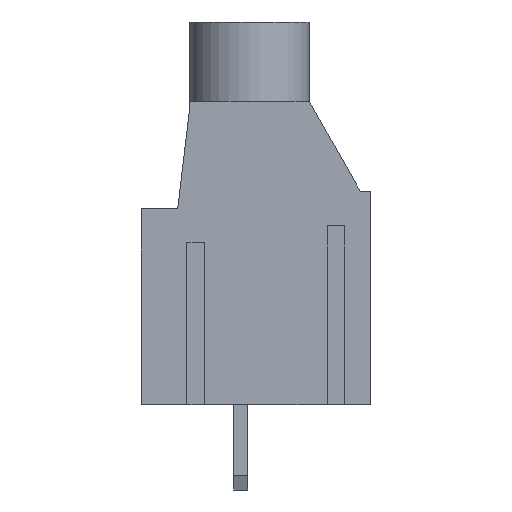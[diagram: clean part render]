
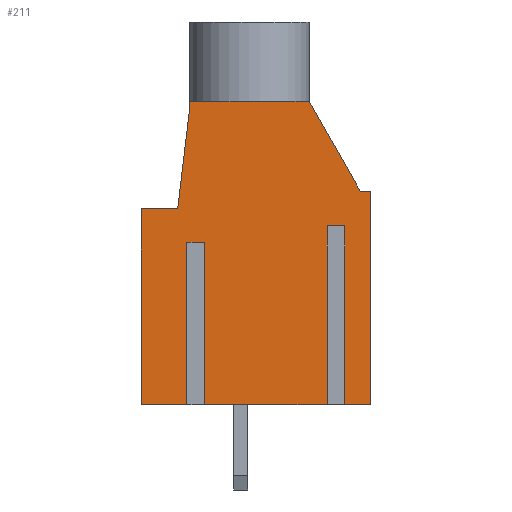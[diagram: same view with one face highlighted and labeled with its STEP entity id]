
A CAD part, left-side view. The second image highlights one B-rep face of the part: STEP entity #211.
In plain terms, the highlighted planar face has unit normal (-1, 0, 0).
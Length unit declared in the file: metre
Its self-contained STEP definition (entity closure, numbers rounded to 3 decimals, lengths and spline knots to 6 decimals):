
#211=ADVANCED_FACE('2:95882',(#374),#375,.F.);
#374=FACE_OUTER_BOUND('',#622,.T.);
#375=PLANE('',#623);
#622=EDGE_LOOP('',(#1072,#1073,#1074,#1075,#1076,#1077,#1078,#1079,#1080,#1081,#1082,#1083,#1084,#1085,#1086,#1087,#1088,#1089));
#623=AXIS2_PLACEMENT_3D('',#1090,#1091,#1092);
#1072=ORIENTED_EDGE('',*,*,#1801,.T.);
#1073=ORIENTED_EDGE('',*,*,#1803,.T.);
#1074=ORIENTED_EDGE('',*,*,#1796,.T.);
#1075=ORIENTED_EDGE('',*,*,#1804,.F.);
#1076=ORIENTED_EDGE('',*,*,#1805,.T.);
#1077=ORIENTED_EDGE('',*,*,#1806,.T.);
#1078=ORIENTED_EDGE('',*,*,#1807,.T.);
#1079=ORIENTED_EDGE('',*,*,#1808,.F.);
#1080=ORIENTED_EDGE('',*,*,#1809,.F.);
#1081=ORIENTED_EDGE('',*,*,#1810,.F.);
#1082=ORIENTED_EDGE('',*,*,#1811,.F.);
#1083=ORIENTED_EDGE('',*,*,#1812,.F.);
#1084=ORIENTED_EDGE('',*,*,#1813,.F.);
#1085=ORIENTED_EDGE('',*,*,#1814,.F.);
#1086=ORIENTED_EDGE('',*,*,#1815,.T.);
#1087=ORIENTED_EDGE('',*,*,#1816,.T.);
#1088=ORIENTED_EDGE('',*,*,#1817,.T.);
#1089=ORIENTED_EDGE('',*,*,#1818,.F.);
#1090=CARTESIAN_POINT('',(-0.009235,-0.04045,0.014));
#1091=DIRECTION('',(1.0,0.,0.));
#1092=DIRECTION('',(0.,1.0,0.));
#1796=EDGE_CURVE('2:96131',#2147,#2152,#2154,.T.);
#1801=EDGE_CURVE('2:96146',#2162,#2160,#2163,.T.);
#1803=EDGE_CURVE('2:96152',#2160,#2147,#2165,.T.);
#1804=EDGE_CURVE('2:96155',#2166,#2152,#2167,.T.);
#1805=EDGE_CURVE('2:96158',#2166,#2168,#2169,.F.);
#1806=EDGE_CURVE('2:96161',#2168,#2170,#2171,.F.);
#1807=EDGE_CURVE('2:96164',#2170,#2172,#2173,.F.);
#1808=EDGE_CURVE('2:96167',#2174,#2172,#2175,.T.);
#1809=EDGE_CURVE('2:96170',#2176,#2174,#2177,.F.);
#1810=EDGE_CURVE('2:96173',#2178,#2176,#2179,.F.);
#1811=EDGE_CURVE('2:96176',#2180,#2178,#2181,.T.);
#1812=EDGE_CURVE('2:96179',#2182,#2180,#2183,.T.);
#1813=EDGE_CURVE('2:96182',#2184,#2182,#2185,.T.);
#1814=EDGE_CURVE('2:96185',#2186,#2184,#2187,.T.);
#1815=EDGE_CURVE('2:96188',#2186,#2188,#2189,.T.);
#1816=EDGE_CURVE('2:96191',#2188,#2190,#2191,.T.);
#1817=EDGE_CURVE('2:96194',#2190,#2192,#2193,.T.);
#1818=EDGE_CURVE('2:96197',#2162,#2192,#2194,.T.);
#2147=VERTEX_POINT('',#2670);
#2152=VERTEX_POINT('',#2677);
#2154=LINE('',#2680,#2681);
#2160=VERTEX_POINT('',#2690);
#2162=VERTEX_POINT('',#2693);
#2163=LINE('',#2694,#2695);
#2165=LINE('',#2698,#2699);
#2166=VERTEX_POINT('',#2700);
#2167=LINE('',#2701,#2702);
#2168=VERTEX_POINT('',#2703);
#2169=LINE('',#2704,#2705);
#2170=VERTEX_POINT('',#2706);
#2171=LINE('',#2707,#2708);
#2172=VERTEX_POINT('',#2709);
#2173=LINE('',#2710,#2711);
#2174=VERTEX_POINT('',#2712);
#2175=LINE('',#2713,#2714);
#2176=VERTEX_POINT('',#2715);
#2177=LINE('',#2716,#2717);
#2178=VERTEX_POINT('',#2718);
#2179=LINE('',#2719,#2720);
#2180=VERTEX_POINT('',#2721);
#2181=LINE('',#2722,#2723);
#2182=VERTEX_POINT('',#2724);
#2183=LINE('',#2725,#2726);
#2184=VERTEX_POINT('',#2727);
#2185=LINE('',#2728,#2729);
#2186=VERTEX_POINT('',#2730);
#2187=LINE('',#2731,#2732);
#2188=VERTEX_POINT('',#2733);
#2189=LINE('',#2734,#2735);
#2190=VERTEX_POINT('',#2736);
#2191=LINE('',#2737,#2738);
#2192=VERTEX_POINT('',#2739);
#2193=LINE('',#2740,#2741);
#2194=LINE('',#2742,#2743);
#2670=CARTESIAN_POINT('',(-0.009235,-0.005515,0.01004));
#2677=CARTESIAN_POINT('',(-0.009235,-0.005515,0.));
#2680=CARTESIAN_POINT('',(-0.009235,-0.005515,0.007));
#2681=VECTOR('',#3254,1.0);
#2690=CARTESIAN_POINT('',(-0.009235,-0.005185,0.01004));
#2693=CARTESIAN_POINT('',(-0.009235,-0.005185,0.));
#2694=CARTESIAN_POINT('',(-0.009235,-0.005185,0.007));
#2695=VECTOR('',#3259,1.0);
#2698=CARTESIAN_POINT('',(-0.009235,-0.02065,0.01004));
#2699=VECTOR('',#3261,1.0);
#2700=CARTESIAN_POINT('',(-0.009235,-0.0073,0.));
#2701=CARTESIAN_POINT('',(-0.009235,-0.02065,0.));
#2702=VECTOR('',#3262,1.0);
#2703=CARTESIAN_POINT('',(-0.009235,-0.0073,0.012));
#2704=CARTESIAN_POINT('',(-0.009235,-0.0073,0.01));
#2705=VECTOR('',#3263,1.0);
#2706=CARTESIAN_POINT('',(-0.009235,-0.006708,0.012));
#2707=CARTESIAN_POINT('',(-0.009235,-0.023727,0.012));
#2708=VECTOR('',#3264,1.0);
#2709=CARTESIAN_POINT('',(-0.009235,-0.00384,0.01705));
#2710=CARTESIAN_POINT('',(-0.009235,-0.009676,0.006774));
#2711=VECTOR('',#3265,1.0);
#2712=CARTESIAN_POINT('',(-0.009235,-0.000473,0.01705));
#2713=CARTESIAN_POINT('',(-0.009235,-0.020462,0.01705));
#2714=VECTOR('',#3266,1.0);
#2715=CARTESIAN_POINT('',(-0.009235,0.002893,0.01705));
#2716=CARTESIAN_POINT('',(-0.009235,-0.020462,0.01705));
#2717=VECTOR('',#3267,1.0);
#2718=CARTESIAN_POINT('',(-0.009235,0.002893,0.016508));
#2719=CARTESIAN_POINT('',(-0.009235,0.002893,0.016502));
#2720=VECTOR('',#3268,1.0);
#2721=CARTESIAN_POINT('',(-0.009235,0.00355,0.011));
#2722=CARTESIAN_POINT('',(-0.009235,0.002901,0.016444));
#2723=VECTOR('',#3269,1.0);
#2724=CARTESIAN_POINT('',(-0.009235,0.0056,0.011));
#2725=CARTESIAN_POINT('',(-0.009235,-0.017938,0.011));
#2726=VECTOR('',#3270,1.0);
#2727=CARTESIAN_POINT('',(-0.009235,0.0056,0.));
#2728=CARTESIAN_POINT('',(-0.009235,0.0056,0.00975));
#2729=VECTOR('',#3271,1.0);
#2730=CARTESIAN_POINT('',(-0.009235,0.002705,0.));
#2731=CARTESIAN_POINT('',(-0.009235,-0.02065,0.));
#2732=VECTOR('',#3272,1.0);
#2733=CARTESIAN_POINT('',(-0.009235,0.002705,0.00913));
#2734=CARTESIAN_POINT('',(-0.009235,0.002705,0.007));
#2735=VECTOR('',#3273,1.0);
#2736=CARTESIAN_POINT('',(-0.009235,0.002375,0.00913));
#2737=CARTESIAN_POINT('',(-0.009235,-0.02065,0.00913));
#2738=VECTOR('',#3274,1.0);
#2739=CARTESIAN_POINT('',(-0.009235,0.002375,0.));
#2740=CARTESIAN_POINT('',(-0.009235,0.002375,0.007));
#2741=VECTOR('',#3275,1.0);
#2742=CARTESIAN_POINT('',(-0.009235,-0.02065,0.));
#2743=VECTOR('',#3276,1.0);
#3254=DIRECTION('',(0.,0.,-1.0));
#3259=DIRECTION('',(0.,0.,1.0));
#3261=DIRECTION('',(0.,-1.0,0.));
#3262=DIRECTION('',(0.,1.0,0.));
#3263=DIRECTION('',(0.,0.,-1.0));
#3264=DIRECTION('',(0.,-1.0,0.));
#3265=DIRECTION('',(0.,-0.494,-0.87));
#3266=DIRECTION('',(0.,-1.0,0.));
#3267=DIRECTION('',(0.,1.0,0.));
#3268=DIRECTION('',(0.,0.,-1.0));
#3269=DIRECTION('',(0.,-0.118,0.993));
#3270=DIRECTION('',(0.,-1.0,0.));
#3271=DIRECTION('',(0.,0.,1.0));
#3272=DIRECTION('',(0.,1.0,0.));
#3273=DIRECTION('',(0.,0.,1.0));
#3274=DIRECTION('',(0.,-1.0,0.));
#3275=DIRECTION('',(0.,0.,-1.0));
#3276=DIRECTION('',(0.,1.0,0.));
